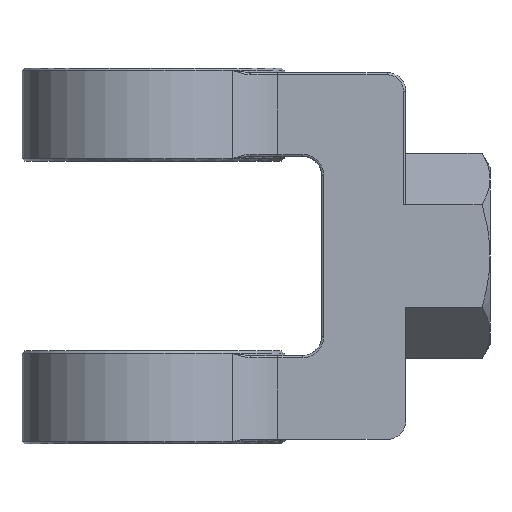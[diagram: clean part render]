
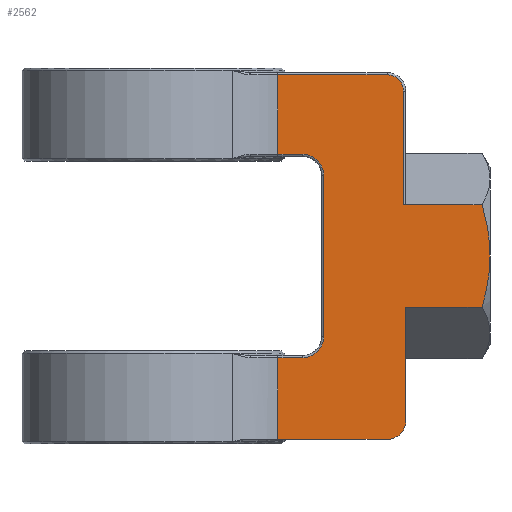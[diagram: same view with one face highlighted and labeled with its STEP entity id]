
A CAD part, front view. The second image highlights one B-rep face of the part: STEP entity #2562.
In plain terms, the highlighted planar face has unit normal (0, -1, 0).
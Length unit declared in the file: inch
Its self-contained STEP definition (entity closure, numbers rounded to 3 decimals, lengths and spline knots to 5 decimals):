
#535=DIRECTION('',(-1.,0.,0.));
#536=VECTOR('',#535,1.45846);
#537=CARTESIAN_POINT('',(3.125,-1.1875,2.4205));
#538=LINE('',#537,#536);
#542=CARTESIAN_POINT('',(3.125,-1.1875,2.2005));
#543=DIRECTION('',(0.,-1.,0.));
#544=DIRECTION('',(1.,0.,0.));
#545=AXIS2_PLACEMENT_3D('',#542,#543,#544);
#550=DIRECTION('',(0.,0.,1.));
#551=VECTOR('',#550,1.5149);
#552=CARTESIAN_POINT('',(3.345,-1.1875,0.6856));
#553=LINE('',#552,#551);
#557=CARTESIAN_POINT('',(4.39394,-1.1875,0.6856));
#558=CARTESIAN_POINT('',(4.41141,-1.1875,0.62508));
#559=CARTESIAN_POINT('',(4.44222,-1.1875,0.50617));
#560=CARTESIAN_POINT('',(4.47508,-1.1875,0.33632));
#561=CARTESIAN_POINT('',(4.4954,-1.1875,0.16809));
#562=CARTESIAN_POINT('',(4.5,-1.1875,0.05596));
#563=CARTESIAN_POINT('',(4.5,-1.1875,0.));
#568=CARTESIAN_POINT('',(4.5,-1.1875,0.));
#569=CARTESIAN_POINT('',(4.5,-1.1875,-0.04481));
#570=CARTESIAN_POINT('',(4.49706,-1.1875,-0.1345));
#571=CARTESIAN_POINT('',(4.48401,-1.1875,-0.26892));
#572=CARTESIAN_POINT('',(4.46266,-1.1875,-0.4041));
#573=CARTESIAN_POINT('',(4.43324,-1.1875,-0.5417));
#574=CARTESIAN_POINT('',(4.40793,-1.1875,-0.63713));
#575=CARTESIAN_POINT('',(4.39394,-1.1875,-0.6856));
#580=DIRECTION('',(-1.,0.,0.));
#581=VECTOR('',#580,1.01894);
#582=CARTESIAN_POINT('',(4.39394,-1.1875,-0.6856));
#583=LINE('',#582,#581);
#587=DIRECTION('',(0.,0.,-1.));
#588=VECTOR('',#587,1.5149);
#589=CARTESIAN_POINT('',(3.375,-1.1875,-0.6856));
#590=LINE('',#589,#588);
#594=CARTESIAN_POINT('',(3.125,-1.1875,-2.2005));
#595=DIRECTION('',(0.,-1.,0.));
#596=DIRECTION('',(0.,0.,-1.));
#597=AXIS2_PLACEMENT_3D('',#594,#595,#596);
#602=DIRECTION('',(-1.,0.,0.));
#603=VECTOR('',#602,1.45846);
#604=CARTESIAN_POINT('',(3.125,-1.1875,-2.4505));
#605=LINE('',#604,#603);
#609=DIRECTION('',(0.,0.,-1.));
#610=VECTOR('',#609,1.0925);
#611=CARTESIAN_POINT('',(1.66654,-1.1875,-1.358));
#612=LINE('',#611,#610);
#616=DIRECTION('',(-1.,0.,0.));
#617=VECTOR('',#616,0.33346);
#618=CARTESIAN_POINT('',(2.,-1.1875,-1.358));
#619=LINE('',#618,#617);
#623=CARTESIAN_POINT('',(2.,-1.1875,-1.078));
#624=DIRECTION('',(0.,1.,0.));
#625=DIRECTION('',(1.,0.,0.));
#626=AXIS2_PLACEMENT_3D('',#623,#624,#625);
#631=DIRECTION('',(0.,0.,-1.));
#632=VECTOR('',#631,2.156);
#633=CARTESIAN_POINT('',(2.28,-1.1875,1.078));
#634=LINE('',#633,#632);
#638=CARTESIAN_POINT('',(2.,-1.1875,1.078));
#639=DIRECTION('',(0.,1.,0.));
#640=DIRECTION('',(0.,0.,1.));
#641=AXIS2_PLACEMENT_3D('',#638,#639,#640);
#646=DIRECTION('',(1.,0.,0.));
#647=VECTOR('',#646,0.33346);
#648=CARTESIAN_POINT('',(1.66654,-1.1875,1.358));
#649=LINE('',#648,#647);
#653=DIRECTION('',(0.,0.,-1.));
#654=VECTOR('',#653,1.0625);
#655=CARTESIAN_POINT('',(1.66654,-1.1875,2.4205));
#656=LINE('',#655,#654);
#1482=DIRECTION('',(-1.,0.,0.));
#1483=VECTOR('',#1482,1.04894);
#1484=CARTESIAN_POINT('',(4.39394,-1.1875,0.6856));
#1485=LINE('',#1484,#1483);
#1629=CARTESIAN_POINT('',(4.39394,-1.1875,-0.6856));
#1723=VERTEX_POINT('',#1629);
#1729=CARTESIAN_POINT('',(3.125,-1.1875,-2.4505));
#1730=CARTESIAN_POINT('',(3.375,-1.1875,-2.2005));
#1731=VERTEX_POINT('',#1729);
#1732=VERTEX_POINT('',#1730);
#1739=CARTESIAN_POINT('',(3.375,-1.1875,-0.6856));
#1740=VERTEX_POINT('',#1739);
#1741=VERTEX_POINT('',#557);
#1742=VERTEX_POINT('',#563);
#1865=CARTESIAN_POINT('',(3.125,-1.1875,2.4205));
#1866=CARTESIAN_POINT('',(1.66654,-1.1875,2.4205));
#1867=VERTEX_POINT('',#1865);
#1868=VERTEX_POINT('',#1866);
#1873=CARTESIAN_POINT('',(3.345,-1.1875,2.2005));
#1874=VERTEX_POINT('',#1873);
#1877=CARTESIAN_POINT('',(3.345,-1.1875,0.6856));
#1878=VERTEX_POINT('',#1877);
#1881=CARTESIAN_POINT('',(2.,-1.1875,-1.358));
#1882=CARTESIAN_POINT('',(1.66654,-1.1875,-1.358));
#1883=VERTEX_POINT('',#1881);
#1884=VERTEX_POINT('',#1882);
#1889=CARTESIAN_POINT('',(2.28,-1.1875,-1.078));
#1890=VERTEX_POINT('',#1889);
#1893=CARTESIAN_POINT('',(2.28,-1.1875,1.078));
#1894=VERTEX_POINT('',#1893);
#1897=CARTESIAN_POINT('',(2.,-1.1875,1.358));
#1898=VERTEX_POINT('',#1897);
#1901=CARTESIAN_POINT('',(1.66654,-1.1875,1.358));
#1902=VERTEX_POINT('',#1901);
#1905=CARTESIAN_POINT('',(1.66654,-1.1875,-2.4505));
#1906=VERTEX_POINT('',#1905);
#2524=CARTESIAN_POINT('',(0.,-1.1875,0.));
#2525=DIRECTION('',(0.,1.,0.));
#2526=DIRECTION('',(1.,0.,0.));
#2527=AXIS2_PLACEMENT_3D('',#2524,#2525,#2526);
#2528=PLANE('',#2527);
#2530=ORIENTED_EDGE('',*,*,#2529,.F.);
#2532=ORIENTED_EDGE('',*,*,#2531,.F.);
#2534=ORIENTED_EDGE('',*,*,#2533,.F.);
#2536=ORIENTED_EDGE('',*,*,#2535,.F.);
#2538=ORIENTED_EDGE('',*,*,#2537,.T.);
#2540=ORIENTED_EDGE('',*,*,#2539,.T.);
#2542=ORIENTED_EDGE('',*,*,#2541,.T.);
#2543=ORIENTED_EDGE('',*,*,#2448,.T.);
#2544=ORIENTED_EDGE('',*,*,#2503,.F.);
#2546=ORIENTED_EDGE('',*,*,#2545,.T.);
#2547=ORIENTED_EDGE('',*,*,#2060,.F.);
#2549=ORIENTED_EDGE('',*,*,#2548,.F.);
#2551=ORIENTED_EDGE('',*,*,#2550,.F.);
#2553=ORIENTED_EDGE('',*,*,#2552,.F.);
#2555=ORIENTED_EDGE('',*,*,#2554,.F.);
#2557=ORIENTED_EDGE('',*,*,#2556,.F.);
#2559=ORIENTED_EDGE('',*,*,#2558,.F.);
#2560=EDGE_LOOP('',(#2530,#2532,#2534,#2536,#2538,#2540,#2542,#2543,#2544,#2546,
#2547,#2549,#2551,#2553,#2555,#2557,#2559));
#2561=FACE_OUTER_BOUND('',#2560,.F.);
#2562=ADVANCED_FACE('',(#2561),#2528,.F.);
#546=CIRCLE('',#545,0.22);
#564=B_SPLINE_CURVE_WITH_KNOTS('',3,(#557,#558,#559,#560,#561,#562,#563),
.UNSPECIFIED.,.F.,.F.,(4,1,1,1,4),(0.,0.25,0.5,0.75,1.),
.UNSPECIFIED.);
#576=B_SPLINE_CURVE_WITH_KNOTS('',3,(#568,#569,#570,#571,#572,#573,#574,#575),
.UNSPECIFIED.,.F.,.F.,(4,1,1,1,1,4),(0.,0.2,0.4,0.6,0.8,1.),
.UNSPECIFIED.);
#598=CIRCLE('',#597,0.25);
#627=CIRCLE('',#626,0.28);
#642=CIRCLE('',#641,0.28);
#2060=EDGE_CURVE('',#1884,#1906,#612,.T.);
#2448=EDGE_CURVE('',#1740,#1732,#590,.T.);
#2503=EDGE_CURVE('',#1731,#1732,#598,.T.);
#2529=EDGE_CURVE('',#1867,#1868,#538,.T.);
#2531=EDGE_CURVE('',#1874,#1867,#546,.T.);
#2533=EDGE_CURVE('',#1878,#1874,#553,.T.);
#2535=EDGE_CURVE('',#1741,#1878,#1485,.T.);
#2537=EDGE_CURVE('',#1741,#1742,#564,.T.);
#2539=EDGE_CURVE('',#1742,#1723,#576,.T.);
#2541=EDGE_CURVE('',#1723,#1740,#583,.T.);
#2545=EDGE_CURVE('',#1731,#1906,#605,.T.);
#2548=EDGE_CURVE('',#1883,#1884,#619,.T.);
#2550=EDGE_CURVE('',#1890,#1883,#627,.T.);
#2552=EDGE_CURVE('',#1894,#1890,#634,.T.);
#2554=EDGE_CURVE('',#1898,#1894,#642,.T.);
#2556=EDGE_CURVE('',#1902,#1898,#649,.T.);
#2558=EDGE_CURVE('',#1868,#1902,#656,.T.);
